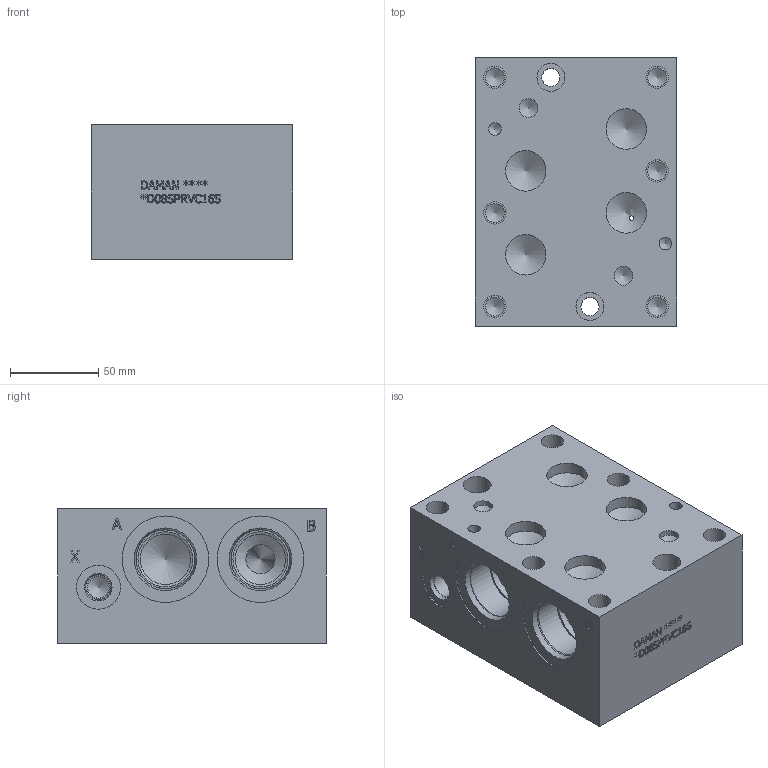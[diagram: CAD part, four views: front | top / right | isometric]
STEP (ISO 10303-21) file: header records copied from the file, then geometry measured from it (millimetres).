
FILE_DESCRIPTION(/* description */ (''),/* implementation_level */ '2;1');
FILE_NAME(/* name */ '_D08SPRVC16S.stp',/* time_stamp */ '2020-03-10T14:45:22-04:00',/* author */ ('alexanderw'),/* organization */ (''),/* preprocessor_version */ 'ST-DEVELOPER v17',/* originating_system */ 'Autodesk Inventor 2019',/* authorisation */ '');
FILE_SCHEMA (('AUTOMOTIVE_DESIGN { 1 0 10303 214 3 1 1 }'));
Length unit declared in the file: millimetre
Products named in the file (1): Part_AD08SPRVC16S_3D
Bounding box: 114.3 x 152.4 x 76.2 mm (x, y, z)
Volume: 1068745.2 mm3; surface area: 116862 mm2
Topology: 1 solids, 1 shells, 640 faces, 1754 edges, 1181 vertices
Faces by surface type: plane 349, bspline 160, cylinder 72, cone 59
Full cylindrical faces by diameter (mm): 7.137 x2, 10.312 x2, 10.719 x8, 12.294 x2, 12.7 x7, 12.9 x2, 14.275 x2, 14.529 x2, 15.875 x2, 15.9 x1, 20.62 x1, 22.23 x1, 22.54 x1, 23.012 x4, 25.019 x2, 28.575 x3, 30.16 x1, 31.267 x5, 33.34 x2, 33.35 x4, 33.757 x6, 35.509 x4, 49.124 x6
Entity records: 21722 total; most frequent: CARTESIAN_POINT 5860, ORIENTED_EDGE 3466, DIRECTION 2621, EDGE_CURVE 1733, VERTEX_POINT 1181, LINE 1117, VECTOR 1117, AXIS2_PLACEMENT_3D 752
